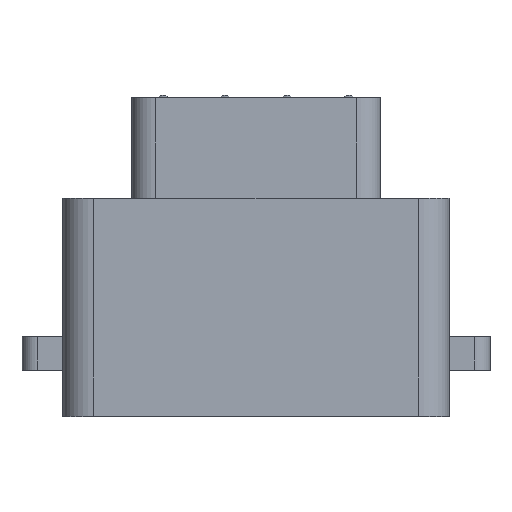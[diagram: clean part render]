
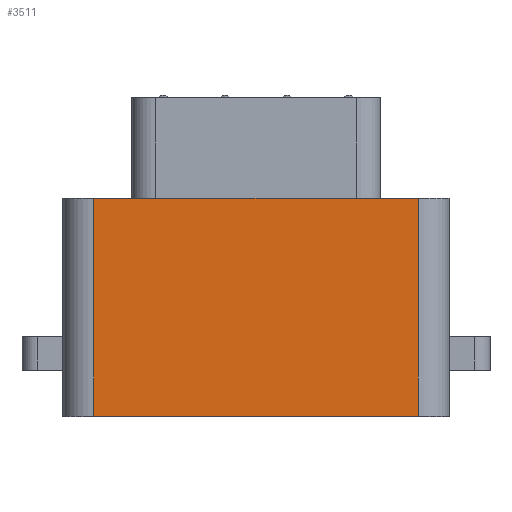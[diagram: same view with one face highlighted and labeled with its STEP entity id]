
A CAD part, top view. The second image highlights one B-rep face of the part: STEP entity #3511.
In plain terms, the highlighted planar face has unit normal (0, 0, 1).
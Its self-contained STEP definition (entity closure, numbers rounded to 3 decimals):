
#967 = PLANE('',#968);
#968 = AXIS2_PLACEMENT_3D('',#969,#970,#971);
#969 = CARTESIAN_POINT('',(12.375,0.,
    8.225));
#970 = DIRECTION('',(0.,1.,0.));
#971 = DIRECTION('',(0.,0.,1.));
#1107 = PLANE('',#1108);
#1108 = AXIS2_PLACEMENT_3D('',#1109,#1110,#1111);
#1109 = CARTESIAN_POINT('',(12.375,13.94,8.225));
#1110 = DIRECTION('',(0.,1.,0.));
#1111 = DIRECTION('',(0.,0.,1.));
#1692 = VERTEX_POINT('',#1693);
#1693 = CARTESIAN_POINT('',(2.,0.,16.45));
#1714 = CYLINDRICAL_SURFACE('',#1715,2.);
#1715 = AXIS2_PLACEMENT_3D('',#1716,#1717,#1718);
#1716 = CARTESIAN_POINT('',(2.,0.,14.45));
#1717 = DIRECTION('',(0.,-1.,0.));
#1718 = DIRECTION('',(1.,0.,0.));
#1726 = EDGE_CURVE('',#1692,#1727,#1729,.T.);
#1727 = VERTEX_POINT('',#1728);
#1728 = CARTESIAN_POINT('',(22.75,0.,16.45));
#1729 = SURFACE_CURVE('',#1730,(#1734,#1741),.PCURVE_S1.);
#1730 = LINE('',#1731,#1732);
#1731 = CARTESIAN_POINT('',(2.,0.,16.45));
#1732 = VECTOR('',#1733,1.);
#1733 = DIRECTION('',(1.,0.,0.));
#1734 = PCURVE('',#967,#1735);
#1735 = DEFINITIONAL_REPRESENTATION('',(#1736),#1740);
#1736 = LINE('',#1737,#1738);
#1737 = CARTESIAN_POINT('',(8.225,-10.375));
#1738 = VECTOR('',#1739,1.);
#1739 = DIRECTION('',(0.,1.));
#1740 = ( GEOMETRIC_REPRESENTATION_CONTEXT(2) 
PARAMETRIC_REPRESENTATION_CONTEXT() REPRESENTATION_CONTEXT('2D SPACE',''
  ) );
#1741 = PCURVE('',#1742,#1747);
#1742 = PLANE('',#1743);
#1743 = AXIS2_PLACEMENT_3D('',#1744,#1745,#1746);
#1744 = CARTESIAN_POINT('',(2.,0.,16.45));
#1745 = DIRECTION('',(0.,0.,-1.));
#1746 = DIRECTION('',(1.,0.,0.));
#1747 = DEFINITIONAL_REPRESENTATION('',(#1748),#1752);
#1748 = LINE('',#1749,#1750);
#1749 = CARTESIAN_POINT('',(0.,0.));
#1750 = VECTOR('',#1751,1.);
#1751 = DIRECTION('',(1.,0.));
#1752 = ( GEOMETRIC_REPRESENTATION_CONTEXT(2) 
PARAMETRIC_REPRESENTATION_CONTEXT() REPRESENTATION_CONTEXT('2D SPACE',''
  ) );
#1775 = CYLINDRICAL_SURFACE('',#1776,2.);
#1776 = AXIS2_PLACEMENT_3D('',#1777,#1778,#1779);
#1777 = CARTESIAN_POINT('',(22.75,0.,14.45));
#1778 = DIRECTION('',(0.,-1.,0.));
#1779 = DIRECTION('',(1.,0.,0.));
#2353 = VERTEX_POINT('',#2354);
#2354 = CARTESIAN_POINT('',(2.,13.94,16.45));
#2382 = EDGE_CURVE('',#2353,#2383,#2385,.T.);
#2383 = VERTEX_POINT('',#2384);
#2384 = CARTESIAN_POINT('',(22.75,13.94,16.45));
#2385 = SURFACE_CURVE('',#2386,(#2390,#2397),.PCURVE_S1.);
#2386 = LINE('',#2387,#2388);
#2387 = CARTESIAN_POINT('',(2.,13.94,16.45));
#2388 = VECTOR('',#2389,1.);
#2389 = DIRECTION('',(1.,0.,0.));
#2390 = PCURVE('',#1107,#2391);
#2391 = DEFINITIONAL_REPRESENTATION('',(#2392),#2396);
#2392 = LINE('',#2393,#2394);
#2393 = CARTESIAN_POINT('',(8.225,-10.375));
#2394 = VECTOR('',#2395,1.);
#2395 = DIRECTION('',(0.,1.));
#2396 = ( GEOMETRIC_REPRESENTATION_CONTEXT(2) 
PARAMETRIC_REPRESENTATION_CONTEXT() REPRESENTATION_CONTEXT('2D SPACE',''
  ) );
#2397 = PCURVE('',#1742,#2398);
#2398 = DEFINITIONAL_REPRESENTATION('',(#2399),#2403);
#2399 = LINE('',#2400,#2401);
#2400 = CARTESIAN_POINT('',(0.,-13.94));
#2401 = VECTOR('',#2402,1.);
#2402 = DIRECTION('',(1.,0.));
#2403 = ( GEOMETRIC_REPRESENTATION_CONTEXT(2) 
PARAMETRIC_REPRESENTATION_CONTEXT() REPRESENTATION_CONTEXT('2D SPACE',''
  ) );
#3488 = EDGE_CURVE('',#1692,#2353,#3489,.T.);
#3489 = SURFACE_CURVE('',#3490,(#3494,#3501),.PCURVE_S1.);
#3490 = LINE('',#3491,#3492);
#3491 = CARTESIAN_POINT('',(2.,0.,16.45));
#3492 = VECTOR('',#3493,1.);
#3493 = DIRECTION('',(0.,1.,0.));
#3494 = PCURVE('',#1714,#3495);
#3495 = DEFINITIONAL_REPRESENTATION('',(#3496),#3500);
#3496 = LINE('',#3497,#3498);
#3497 = CARTESIAN_POINT('',(1.571,0.));
#3498 = VECTOR('',#3499,1.);
#3499 = DIRECTION('',(0.,-1.));
#3500 = ( GEOMETRIC_REPRESENTATION_CONTEXT(2) 
PARAMETRIC_REPRESENTATION_CONTEXT() REPRESENTATION_CONTEXT('2D SPACE',''
  ) );
#3501 = PCURVE('',#1742,#3502);
#3502 = DEFINITIONAL_REPRESENTATION('',(#3503),#3507);
#3503 = LINE('',#3504,#3505);
#3504 = CARTESIAN_POINT('',(0.,0.));
#3505 = VECTOR('',#3506,1.);
#3506 = DIRECTION('',(0.,-1.));
#3507 = ( GEOMETRIC_REPRESENTATION_CONTEXT(2) 
PARAMETRIC_REPRESENTATION_CONTEXT() REPRESENTATION_CONTEXT('2D SPACE',''
  ) );
#3511 = ADVANCED_FACE('',(#3512),#1742,.F.);
#3512 = FACE_BOUND('',#3513,.F.);
#3513 = EDGE_LOOP('',(#3514,#3515,#3516,#3537));
#3514 = ORIENTED_EDGE('',*,*,#3488,.T.);
#3515 = ORIENTED_EDGE('',*,*,#2382,.T.);
#3516 = ORIENTED_EDGE('',*,*,#3517,.F.);
#3517 = EDGE_CURVE('',#1727,#2383,#3518,.T.);
#3518 = SURFACE_CURVE('',#3519,(#3523,#3530),.PCURVE_S1.);
#3519 = LINE('',#3520,#3521);
#3520 = CARTESIAN_POINT('',(22.75,0.,16.45));
#3521 = VECTOR('',#3522,1.);
#3522 = DIRECTION('',(0.,1.,0.));
#3523 = PCURVE('',#1742,#3524);
#3524 = DEFINITIONAL_REPRESENTATION('',(#3525),#3529);
#3525 = LINE('',#3526,#3527);
#3526 = CARTESIAN_POINT('',(20.75,0.));
#3527 = VECTOR('',#3528,1.);
#3528 = DIRECTION('',(0.,-1.));
#3529 = ( GEOMETRIC_REPRESENTATION_CONTEXT(2) 
PARAMETRIC_REPRESENTATION_CONTEXT() REPRESENTATION_CONTEXT('2D SPACE',''
  ) );
#3530 = PCURVE('',#1775,#3531);
#3531 = DEFINITIONAL_REPRESENTATION('',(#3532),#3536);
#3532 = LINE('',#3533,#3534);
#3533 = CARTESIAN_POINT('',(1.571,0.));
#3534 = VECTOR('',#3535,1.);
#3535 = DIRECTION('',(0.,-1.));
#3536 = ( GEOMETRIC_REPRESENTATION_CONTEXT(2) 
PARAMETRIC_REPRESENTATION_CONTEXT() REPRESENTATION_CONTEXT('2D SPACE',''
  ) );
#3537 = ORIENTED_EDGE('',*,*,#1726,.F.);
